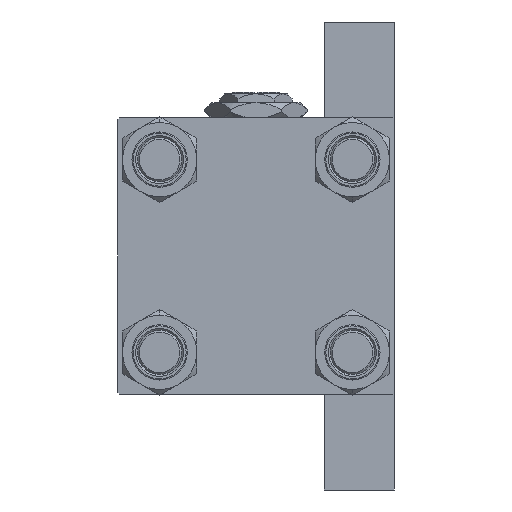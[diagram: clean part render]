
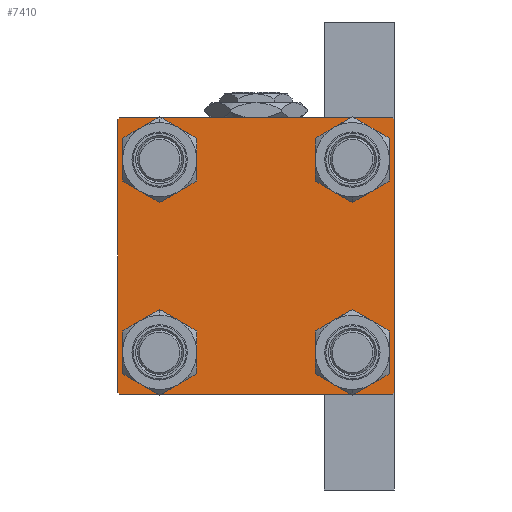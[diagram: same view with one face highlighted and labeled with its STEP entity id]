
A CAD part, left-side view. The second image highlights one B-rep face of the part: STEP entity #7410.
In plain terms, the highlighted planar face has unit normal (-1, 0, 0).
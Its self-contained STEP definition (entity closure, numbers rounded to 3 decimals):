
#157 = VERTEX_POINT ( 'NONE', #3754 ) ;
#334 = FACE_BOUND ( 'NONE', #47556, .T. ) ;
#355 = CARTESIAN_POINT ( 'NONE',  ( 0., -26.15, -32.65 ) ) ;
#424 = DIRECTION ( 'NONE',  ( 0., 0., 1. ) ) ;
#573 = DIRECTION ( 'NONE',  ( 0., 0., 1. ) ) ;
#1668 = LINE ( 'NONE', #28817, #19116 ) ;
#1954 = DIRECTION ( 'NONE',  ( 0., 0., 1. ) ) ;
#2003 = VECTOR ( 'NONE', #2099, 1000. ) ;
#2099 = DIRECTION ( 'NONE',  ( 0., 0., -1. ) ) ;
#3071 = CARTESIAN_POINT ( 'NONE',  ( 0., 37.25, 37.25 ) ) ;
#3287 = ORIENTED_EDGE ( 'NONE', *, *, #36090, .T. ) ;
#3371 = ORIENTED_EDGE ( 'NONE', *, *, #23014, .T. ) ;
#3548 = LINE ( 'NONE', #22346, #43618 ) ;
#3754 = CARTESIAN_POINT ( 'NONE',  ( 0., 37., 37.5 ) ) ;
#3786 = ORIENTED_EDGE ( 'NONE', *, *, #28231, .T. ) ;
#4043 = AXIS2_PLACEMENT_3D ( 'NONE', #22937, #4646, #12012 ) ;
#4143 = FACE_BOUND ( 'NONE', #49841, .T. ) ;
#4327 = EDGE_CURVE ( 'NONE', #46673, #41250, #7896, .T. ) ;
#4336 = DIRECTION ( 'NONE',  ( 0., -1., 0. ) ) ;
#4379 = DIRECTION ( 'NONE',  ( 1., 0., 0. ) ) ;
#4646 = DIRECTION ( 'NONE',  ( -1., 0., 0. ) ) ;
#4880 = AXIS2_PLACEMENT_3D ( 'NONE', #34509, #23077, #42900 ) ;
#5031 = CARTESIAN_POINT ( 'NONE',  ( 0., 26.15, 19.65 ) ) ;
#5558 = VERTEX_POINT ( 'NONE', #5031 ) ;
#5767 = DIRECTION ( 'NONE',  ( 1., 0., 0. ) ) ;
#6196 = DIRECTION ( 'NONE',  ( 0., 0., 1. ) ) ;
#6412 = ORIENTED_EDGE ( 'NONE', *, *, #4327, .T. ) ;
#6627 = ORIENTED_EDGE ( 'NONE', *, *, #11829, .T. ) ;
#6687 = EDGE_CURVE ( 'NONE', #157, #48040, #33551, .T. ) ;
#7093 = DIRECTION ( 'NONE',  ( 0., -0.707, 0.707 ) ) ;
#7410 = ADVANCED_FACE ( 'NONE', ( #27242, #334, #4143, #8208, #11499 ), #31056, .T. ) ;
#7550 = ORIENTED_EDGE ( 'NONE', *, *, #34962, .T. ) ;
#7713 = CIRCLE ( 'NONE', #15832, 6.5 ) ;
#7896 = LINE ( 'NONE', #23639, #20093 ) ;
#8208 = FACE_BOUND ( 'NONE', #46063, .T. ) ;
#8343 = EDGE_CURVE ( 'NONE', #157, #42806, #48937, .T. ) ;
#8969 = EDGE_CURVE ( 'NONE', #23934, #5558, #20286, .T. ) ;
#9156 = VERTEX_POINT ( 'NONE', #19468 ) ;
#10516 = VECTOR ( 'NONE', #40810, 1000. ) ;
#10554 = CARTESIAN_POINT ( 'NONE',  ( 0., -26.15, 19.65 ) ) ;
#10624 = VERTEX_POINT ( 'NONE', #33846 ) ;
#10893 = CARTESIAN_POINT ( 'NONE',  ( 0., -37.25, -37.25 ) ) ;
#11499 = FACE_OUTER_BOUND ( 'NONE', #38017, .T. ) ;
#11737 = AXIS2_PLACEMENT_3D ( 'NONE', #46566, #23171, #27733 ) ;
#11829 = EDGE_CURVE ( 'NONE', #14283, #38104, #40652, .T. ) ;
#12012 = DIRECTION ( 'NONE',  ( 0., 0., 1. ) ) ;
#12676 = AXIS2_PLACEMENT_3D ( 'NONE', #12820, #20690, #36208 ) ;
#12819 = CARTESIAN_POINT ( 'NONE',  ( 0., 37.5, 37. ) ) ;
#12820 = CARTESIAN_POINT ( 'NONE',  ( 0., -26.15, -26.15 ) ) ;
#12825 = CARTESIAN_POINT ( 'NONE',  ( 0., -37.25, 37.25 ) ) ;
#13986 = DIRECTION ( 'NONE',  ( 0., 0.707, -0.707 ) ) ;
#14283 = VERTEX_POINT ( 'NONE', #38903 ) ;
#15832 = AXIS2_PLACEMENT_3D ( 'NONE', #28305, #18125, #6196 ) ;
#16599 = AXIS2_PLACEMENT_3D ( 'NONE', #26489, #5767, #1954 ) ;
#18125 = DIRECTION ( 'NONE',  ( 1., 0., 0. ) ) ;
#18173 = EDGE_CURVE ( 'NONE', #42964, #43640, #39967, .T. ) ;
#18470 = CARTESIAN_POINT ( 'NONE',  ( 0., -37.5, 37. ) ) ;
#18511 = CARTESIAN_POINT ( 'NONE',  ( 0., -37., -37.5 ) ) ;
#18802 = EDGE_LOOP ( 'NONE', ( #46989, #44616 ) ) ;
#19116 = VECTOR ( 'NONE', #30083, 1000. ) ;
#19468 = CARTESIAN_POINT ( 'NONE',  ( 0., 26.15, -32.65 ) ) ;
#20093 = VECTOR ( 'NONE', #4336, 1000. ) ;
#20286 = CIRCLE ( 'NONE', #4880, 6.5 ) ;
#20690 = DIRECTION ( 'NONE',  ( 1., 0., 0. ) ) ;
#20976 = DIRECTION ( 'NONE',  ( 0., 0., 1. ) ) ;
#21434 = CIRCLE ( 'NONE', #16599, 6.5 ) ;
#21479 = CARTESIAN_POINT ( 'NONE',  ( 0., 37.5, 37.5 ) ) ;
#22346 = CARTESIAN_POINT ( 'NONE',  ( 0., -37.5, 37.5 ) ) ;
#22937 = CARTESIAN_POINT ( 'NONE',  ( 0., 0., 0. ) ) ;
#23014 = EDGE_CURVE ( 'NONE', #10624, #9156, #38513, .T. ) ;
#23077 = DIRECTION ( 'NONE',  ( 1., 0., 0. ) ) ;
#23171 = DIRECTION ( 'NONE',  ( 1., 0., 0. ) ) ;
#23239 = CARTESIAN_POINT ( 'NONE',  ( 0., -37., 37.5 ) ) ;
#23639 = CARTESIAN_POINT ( 'NONE',  ( 0., 37.5, -37.5 ) ) ;
#23934 = VERTEX_POINT ( 'NONE', #50139 ) ;
#23997 = EDGE_CURVE ( 'NONE', #9156, #10624, #21434, .T. ) ;
#24268 = DIRECTION ( 'NONE',  ( 0., 0.707, 0.707 ) ) ;
#24814 = ORIENTED_EDGE ( 'NONE', *, *, #34654, .T. ) ;
#24949 = LINE ( 'NONE', #36896, #2003 ) ;
#25040 = VECTOR ( 'NONE', #13986, 1000. ) ;
#25208 = CARTESIAN_POINT ( 'NONE',  ( 0., -26.15, 32.65 ) ) ;
#25555 = ORIENTED_EDGE ( 'NONE', *, *, #23997, .T. ) ;
#26489 = CARTESIAN_POINT ( 'NONE',  ( 0., 26.15, -26.15 ) ) ;
#26959 = CARTESIAN_POINT ( 'NONE',  ( 0., 37.5, -37. ) ) ;
#27242 = FACE_BOUND ( 'NONE', #18802, .T. ) ;
#27415 = EDGE_CURVE ( 'NONE', #43640, #42964, #7713, .T. ) ;
#27469 = ORIENTED_EDGE ( 'NONE', *, *, #8969, .T. ) ;
#27733 = DIRECTION ( 'NONE',  ( 0., 0., 1. ) ) ;
#28231 = EDGE_CURVE ( 'NONE', #38104, #14283, #28796, .T. ) ;
#28305 = CARTESIAN_POINT ( 'NONE',  ( 0., -26.15, 26.15 ) ) ;
#28600 = DIRECTION ( 'NONE',  ( 1., 0., 0. ) ) ;
#28796 = CIRCLE ( 'NONE', #12676, 6.5 ) ;
#28817 = CARTESIAN_POINT ( 'NONE',  ( 0., 37.25, -37.25 ) ) ;
#29676 = CARTESIAN_POINT ( 'NONE',  ( 0., -37.5, -37. ) ) ;
#30083 = DIRECTION ( 'NONE',  ( 0., -0.707, -0.707 ) ) ;
#31056 = PLANE ( 'NONE',  #4043 ) ;
#31434 = AXIS2_PLACEMENT_3D ( 'NONE', #35374, #4379, #573 ) ;
#32527 = ORIENTED_EDGE ( 'NONE', *, *, #35709, .T. ) ;
#32551 = ORIENTED_EDGE ( 'NONE', *, *, #42174, .F. ) ;
#32860 = VECTOR ( 'NONE', #24268, 1000. ) ;
#33499 = EDGE_CURVE ( 'NONE', #5558, #23934, #34662, .T. ) ;
#33551 = LINE ( 'NONE', #3071, #25040 ) ;
#33846 = CARTESIAN_POINT ( 'NONE',  ( 0., 26.15, -19.65 ) ) ;
#34038 = DIRECTION ( 'NONE',  ( 0., 0., -1. ) ) ;
#34430 = ORIENTED_EDGE ( 'NONE', *, *, #6687, .T. ) ;
#34509 = CARTESIAN_POINT ( 'NONE',  ( 0., 26.15, 26.15 ) ) ;
#34654 = EDGE_CURVE ( 'NONE', #45080, #42806, #35726, .T. ) ;
#34662 = CIRCLE ( 'NONE', #31434, 6.5 ) ;
#34962 = EDGE_CURVE ( 'NONE', #41250, #40419, #49525, .T. ) ;
#35012 = AXIS2_PLACEMENT_3D ( 'NONE', #44368, #28600, #20976 ) ;
#35374 = CARTESIAN_POINT ( 'NONE',  ( 0., 26.15, 26.15 ) ) ;
#35709 = EDGE_CURVE ( 'NONE', #39153, #46673, #1668, .T. ) ;
#35726 = LINE ( 'NONE', #12825, #32860 ) ;
#36090 = EDGE_CURVE ( 'NONE', #48040, #39153, #24949, .T. ) ;
#36208 = DIRECTION ( 'NONE',  ( 0., 0., 1. ) ) ;
#36896 = CARTESIAN_POINT ( 'NONE',  ( 0., 37.5, 37.5 ) ) ;
#37920 = CARTESIAN_POINT ( 'NONE',  ( 0., 37., -37.5 ) ) ;
#37992 = ORIENTED_EDGE ( 'NONE', *, *, #8343, .F. ) ;
#38017 = EDGE_LOOP ( 'NONE', ( #3287, #32527, #6412, #7550, #32551, #24814, #37992, #34430 ) ) ;
#38104 = VERTEX_POINT ( 'NONE', #355 ) ;
#38513 = CIRCLE ( 'NONE', #11737, 6.5 ) ;
#38903 = CARTESIAN_POINT ( 'NONE',  ( 0., -26.15, -19.65 ) ) ;
#39153 = VERTEX_POINT ( 'NONE', #26959 ) ;
#39295 = DIRECTION ( 'NONE',  ( 1., 0., 0. ) ) ;
#39967 = CIRCLE ( 'NONE', #46478, 6.5 ) ;
#40193 = VECTOR ( 'NONE', #7093, 1000. ) ;
#40419 = VERTEX_POINT ( 'NONE', #29676 ) ;
#40652 = CIRCLE ( 'NONE', #35012, 6.5 ) ;
#40810 = DIRECTION ( 'NONE',  ( 0., -1., 0. ) ) ;
#41168 = ORIENTED_EDGE ( 'NONE', *, *, #33499, .T. ) ;
#41250 = VERTEX_POINT ( 'NONE', #18511 ) ;
#42174 = EDGE_CURVE ( 'NONE', #45080, #40419, #3548, .T. ) ;
#42806 = VERTEX_POINT ( 'NONE', #23239 ) ;
#42900 = DIRECTION ( 'NONE',  ( 0., 0., 1. ) ) ;
#42964 = VERTEX_POINT ( 'NONE', #25208 ) ;
#43618 = VECTOR ( 'NONE', #34038, 1000. ) ;
#43640 = VERTEX_POINT ( 'NONE', #10554 ) ;
#44368 = CARTESIAN_POINT ( 'NONE',  ( 0., -26.15, -26.15 ) ) ;
#44616 = ORIENTED_EDGE ( 'NONE', *, *, #27415, .T. ) ;
#45080 = VERTEX_POINT ( 'NONE', #18470 ) ;
#46063 = EDGE_LOOP ( 'NONE', ( #27469, #41168 ) ) ;
#46478 = AXIS2_PLACEMENT_3D ( 'NONE', #46676, #39295, #424 ) ;
#46566 = CARTESIAN_POINT ( 'NONE',  ( 0., 26.15, -26.15 ) ) ;
#46673 = VERTEX_POINT ( 'NONE', #37920 ) ;
#46676 = CARTESIAN_POINT ( 'NONE',  ( 0., -26.15, 26.15 ) ) ;
#46989 = ORIENTED_EDGE ( 'NONE', *, *, #18173, .T. ) ;
#47556 = EDGE_LOOP ( 'NONE', ( #6627, #3786 ) ) ;
#48040 = VERTEX_POINT ( 'NONE', #12819 ) ;
#48937 = LINE ( 'NONE', #21479, #10516 ) ;
#49525 = LINE ( 'NONE', #10893, #40193 ) ;
#49841 = EDGE_LOOP ( 'NONE', ( #3371, #25555 ) ) ;
#50139 = CARTESIAN_POINT ( 'NONE',  ( 0., 26.15, 32.65 ) ) ;
